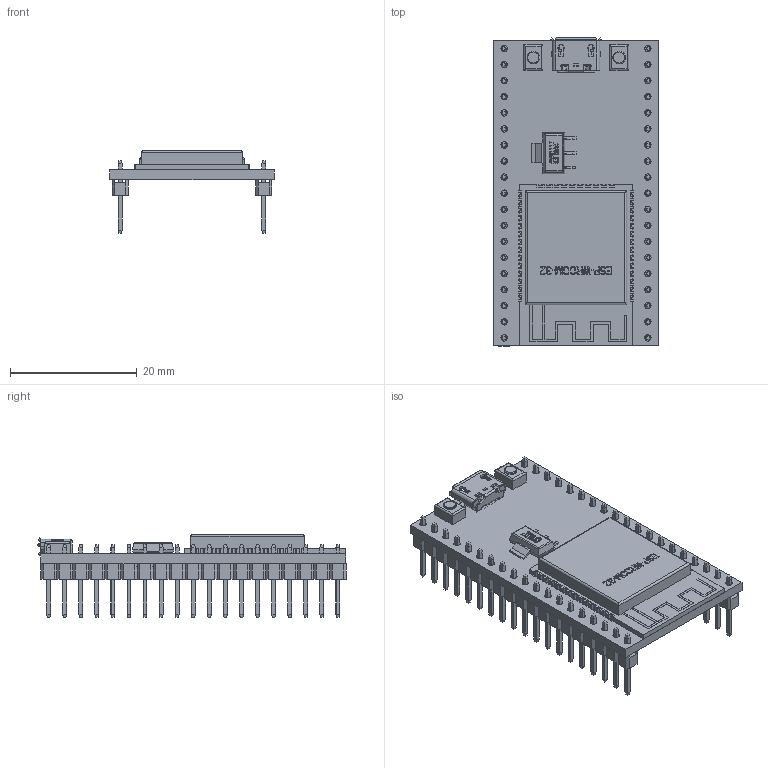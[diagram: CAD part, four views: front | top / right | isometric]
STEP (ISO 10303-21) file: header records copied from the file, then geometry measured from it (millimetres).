
FILE_DESCRIPTION(/* description */ (''),/* implementation_level */ '2;1');
FILE_NAME(/* name */ 'ESP-32-DEV Assembly.stp',/* time_stamp */ '2017-09-15T18:23:49-04:00',/* author */ ('QC'),/* organization */ (''),/* preprocessor_version */ 'ST-DEVELOPER v16.5',/* originating_system */ 'Autodesk Inventor 2017',/* authorisation */ '');
FILE_SCHEMA (('AUTOMOTIVE_DESIGN { 1 0 10303 214 3 1 1 }'));
Products named in the file (7): ESP-32-DEV Assembly2; KiCAD-ESP-WROOM-32; ESP32 PCB; molex_0473460001; button; AMS1117; HEADER10P
Assembly tree (10 placements, depth 2):
  ESP-32-DEV Assembly2
    KiCAD-ESP-WROOM-32
    ESP32 PCB
    molex_0473460001
    button  x2
    AMS1117
    HEADER10P  x4
Bounding box: 26 x 48.67 x 13.1 mm (x, y, z)
Volume: 3685.6 mm3; surface area: 6814.4 mm2
Topology: 48 solids, 48 shells, 2870 faces, 7533 edges, 4864 vertices
Faces by surface type: plane 2617, cylinder 233, bspline 14, sphere 4, torus 2
Full cylindrical faces by diameter (mm): 1.016 x38, 2 x2
Entity records: 64028 total; most frequent: CARTESIAN_POINT 13537, ORIENTED_EDGE 10528, DIRECTION 9386, EDGE_CURVE 5264, LINE 4644, VECTOR 4644, VERTEX_POINT 3489, AXIS2_PLACEMENT_3D 2371
